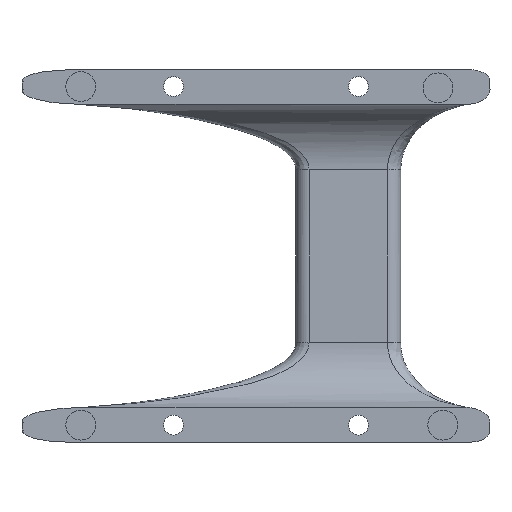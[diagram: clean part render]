
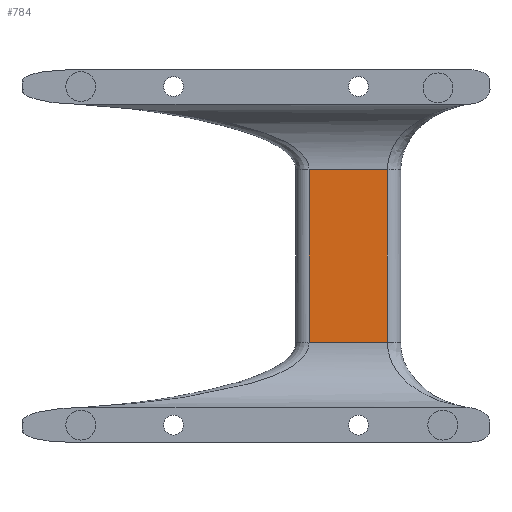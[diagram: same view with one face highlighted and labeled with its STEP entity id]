
A CAD part, front view. The second image highlights one B-rep face of the part: STEP entity #784.
In plain terms, the highlighted planar face has unit normal (0, -1, 0).
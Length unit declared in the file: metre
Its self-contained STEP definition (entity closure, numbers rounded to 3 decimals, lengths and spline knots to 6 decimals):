
#16=PLANE('',#858);
#203=ORIENTED_EDGE('',*,*,#405,.T.);
#204=ORIENTED_EDGE('',*,*,#406,.T.);
#205=ORIENTED_EDGE('',*,*,#407,.T.);
#206=ORIENTED_EDGE('',*,*,#408,.F.);
#405=EDGE_CURVE('',#485,#492,#547,.T.);
#406=EDGE_CURVE('',#492,#504,#548,.T.);
#407=EDGE_CURVE('',#504,#505,#549,.T.);
#408=EDGE_CURVE('',#485,#505,#550,.T.);
#485=VERTEX_POINT('',#3393);
#492=VERTEX_POINT('',#4726);
#504=VERTEX_POINT('',#4821);
#505=VERTEX_POINT('',#4823);
#547=LINE('',#4818,#581);
#548=LINE('',#4820,#582);
#549=LINE('',#4822,#583);
#550=LINE('',#4824,#584);
#581=VECTOR('',#980,1.);
#582=VECTOR('',#983,1.);
#583=VECTOR('',#984,1.);
#584=VECTOR('',#985,1.);
#618=EDGE_LOOP('',(#203,#204,#205,#206));
#692=FACE_BOUND('',#618,.T.);
#784=ADVANCED_FACE('',(#692),#16,.F.);
#858=AXIS2_PLACEMENT_3D('',#4819,#981,#982);
#980=DIRECTION('',(0.,0.,-1.));
#981=DIRECTION('',(0.,1.,0.));
#982=DIRECTION('',(0.,0.,1.));
#983=DIRECTION('',(1.,0.,0.));
#984=DIRECTION('',(0.,0.,1.));
#985=DIRECTION('',(1.,0.,0.));
#3393=CARTESIAN_POINT('',(0.049526,0.023,0.039));
#4726=CARTESIAN_POINT('',(0.049526,0.023,0.013));
#4818=CARTESIAN_POINT('',(0.049526,0.023,0.039));
#4819=CARTESIAN_POINT('',(-0.023,0.023,0.003));
#4820=CARTESIAN_POINT('',(-0.023,0.023,0.013));
#4821=CARTESIAN_POINT('',(0.061321,0.023,0.013));
#4822=CARTESIAN_POINT('',(0.061321,0.023,0.013));
#4823=CARTESIAN_POINT('',(0.061321,0.023,0.039));
#4824=CARTESIAN_POINT('',(-0.023,0.023,0.039));
